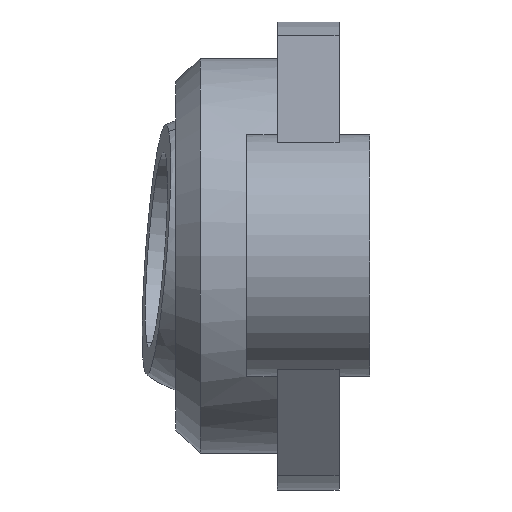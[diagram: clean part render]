
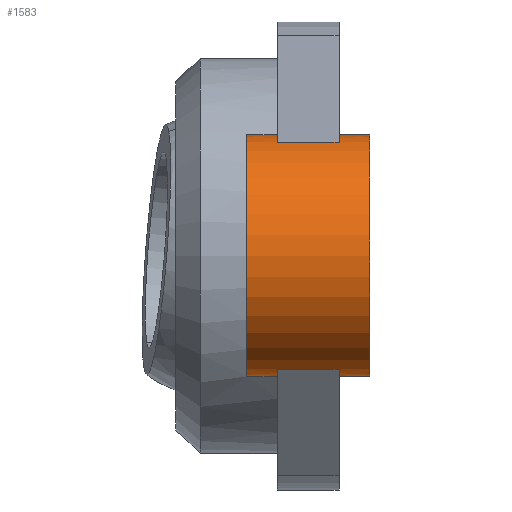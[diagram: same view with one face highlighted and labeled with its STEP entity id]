
A CAD part, left-side view. The second image highlights one B-rep face of the part: STEP entity #1583.
In plain terms, the highlighted cylindrical face has radius 9.799 mm (diameter 19.599 mm), a partial arc.
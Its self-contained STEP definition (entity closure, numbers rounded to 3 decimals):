
#14 = EDGE_CURVE ( 'NONE', #994, #2053, #338, .T. ) ;
#22 = AXIS2_PLACEMENT_3D ( 'NONE', #984, #991, #1317 ) ;
#35 = AXIS2_PLACEMENT_3D ( 'NONE', #1422, #1593, #1232 ) ;
#37 = AXIS2_PLACEMENT_3D ( 'NONE', #1509, #1189, #1500 ) ;
#45 = ORIENTED_EDGE ( 'NONE', *, *, #1873, .T. ) ;
#51 = CARTESIAN_POINT ( 'NONE',  ( -29.906, -2.501, -9.19 ) ) ;
#110 = VECTOR ( 'NONE', #1853, 1000. ) ;
#143 = DIRECTION ( 'NONE',  ( 0., 1., 0. ) ) ;
#146 = VECTOR ( 'NONE', #181, 1000. ) ;
#147 = LINE ( 'NONE', #1612, #146 ) ;
#154 = CARTESIAN_POINT ( 'NONE',  ( -29.906, 2.501, 9.19 ) ) ;
#181 = DIRECTION ( 'NONE',  ( 0., -1., 0. ) ) ;
#230 = EDGE_CURVE ( 'NONE', #871, #905, #1203, .T. ) ;
#251 = ORIENTED_EDGE ( 'NONE', *, *, #509, .F. ) ;
#275 = AXIS2_PLACEMENT_3D ( 'NONE', #1577, #143, #1256 ) ;
#285 = VERTEX_POINT ( 'NONE', #1352 ) ;
#309 = CARTESIAN_POINT ( 'NONE',  ( -26.505, -5., -9.799 ) ) ;
#338 = LINE ( 'NONE', #154, #1452 ) ;
#387 = EDGE_CURVE ( 'NONE', #1809, #1137, #1546, .T. ) ;
#398 = EDGE_CURVE ( 'NONE', #1903, #871, #863, .T. ) ;
#414 = ORIENTED_EDGE ( 'NONE', *, *, #637, .T. ) ;
#439 = ORIENTED_EDGE ( 'NONE', *, *, #398, .F. ) ;
#440 = LINE ( 'NONE', #1710, #1644 ) ;
#505 = CIRCLE ( 'NONE', #2037, 9.799 ) ;
#509 = EDGE_CURVE ( 'NONE', #1021, #2078, #1355, .T. ) ;
#520 = ORIENTED_EDGE ( 'NONE', *, *, #230, .F. ) ;
#572 = CARTESIAN_POINT ( 'NONE',  ( -26.505, -5., 9.799 ) ) ;
#585 = AXIS2_PLACEMENT_3D ( 'NONE', #1816, #1975, #677 ) ;
#612 = DIRECTION ( 'NONE',  ( 0., -1., 0. ) ) ;
#631 = CIRCLE ( 'NONE', #37, 9.799 ) ;
#637 = EDGE_CURVE ( 'NONE', #994, #905, #505, .T. ) ;
#674 = EDGE_CURVE ( 'NONE', #687, #1137, #1066, .T. ) ;
#677 = DIRECTION ( 'NONE',  ( 0., 0., -1. ) ) ;
#681 = DIRECTION ( 'NONE',  ( 0., -1., 0. ) ) ;
#687 = VERTEX_POINT ( 'NONE', #309 ) ;
#724 = DIRECTION ( 'NONE',  ( 0., 0., 1. ) ) ;
#765 = CARTESIAN_POINT ( 'NONE',  ( -26.505, -2.501, 9.799 ) ) ;
#774 = ORIENTED_EDGE ( 'NONE', *, *, #878, .T. ) ;
#783 = CYLINDRICAL_SURFACE ( 'NONE', #585, 9.799 ) ;
#856 = EDGE_LOOP ( 'NONE', ( #2014, #45, #251, #774, #1930, #1392, #1915, #1625, #414, #520, #439, #1057 ) ) ;
#863 = CIRCLE ( 'NONE', #22, 9.799 ) ;
#871 = VERTEX_POINT ( 'NONE', #1786 ) ;
#878 = EDGE_CURVE ( 'NONE', #1021, #687, #147, .T. ) ;
#899 = FACE_OUTER_BOUND ( 'NONE', #856, .T. ) ;
#905 = VERTEX_POINT ( 'NONE', #1279 ) ;
#932 = CARTESIAN_POINT ( 'NONE',  ( -29.906, 2.501, -9.19 ) ) ;
#984 = CARTESIAN_POINT ( 'NONE',  ( -26.505, 5., 0. ) ) ;
#991 = DIRECTION ( 'NONE',  ( 0., 1., 0. ) ) ;
#993 = CARTESIAN_POINT ( 'NONE',  ( -29.906, 2.501, 9.19 ) ) ;
#994 = VERTEX_POINT ( 'NONE', #993 ) ;
#1013 = CARTESIAN_POINT ( 'NONE',  ( -26.505, 5., 9.799 ) ) ;
#1021 = VERTEX_POINT ( 'NONE', #1815 ) ;
#1055 = VECTOR ( 'NONE', #681, 1000. ) ;
#1057 = ORIENTED_EDGE ( 'NONE', *, *, #1726, .T. ) ;
#1066 = CIRCLE ( 'NONE', #275, 9.799 ) ;
#1137 = VERTEX_POINT ( 'NONE', #572 ) ;
#1154 = EDGE_CURVE ( 'NONE', #285, #1684, #631, .T. ) ;
#1189 = DIRECTION ( 'NONE',  ( 0., 1., 0. ) ) ;
#1203 = LINE ( 'NONE', #1013, #110 ) ;
#1232 = DIRECTION ( 'NONE',  ( 0., 0., 1. ) ) ;
#1243 = VECTOR ( 'NONE', #612, 1000. ) ;
#1248 = AXIS2_PLACEMENT_3D ( 'NONE', #1513, #1689, #724 ) ;
#1256 = DIRECTION ( 'NONE',  ( 0., 0., 1. ) ) ;
#1258 = DIRECTION ( 'NONE',  ( 0., -1., 0. ) ) ;
#1279 = CARTESIAN_POINT ( 'NONE',  ( -26.505, 2.501, 9.799 ) ) ;
#1317 = DIRECTION ( 'NONE',  ( 0., 0., 1. ) ) ;
#1352 = CARTESIAN_POINT ( 'NONE',  ( -26.505, 2.501, -9.799 ) ) ;
#1355 = CIRCLE ( 'NONE', #1248, 9.799 ) ;
#1392 = ORIENTED_EDGE ( 'NONE', *, *, #387, .F. ) ;
#1407 = DIRECTION ( 'NONE',  ( 0., 0., 1. ) ) ;
#1422 = CARTESIAN_POINT ( 'NONE',  ( -26.505, -2.501, 0. ) ) ;
#1452 = VECTOR ( 'NONE', #1258, 1000. ) ;
#1500 = DIRECTION ( 'NONE',  ( 0., 0., 1. ) ) ;
#1509 = CARTESIAN_POINT ( 'NONE',  ( -26.505, 2.501, 0. ) ) ;
#1513 = CARTESIAN_POINT ( 'NONE',  ( -26.505, -2.501, 0. ) ) ;
#1546 = LINE ( 'NONE', #1632, #1055 ) ;
#1577 = CARTESIAN_POINT ( 'NONE',  ( -26.505, -5., 0. ) ) ;
#1583 = ADVANCED_FACE ( 'NONE', ( #899 ), #783, .T. ) ;
#1593 = DIRECTION ( 'NONE',  ( 0., 1., 0. ) ) ;
#1612 = CARTESIAN_POINT ( 'NONE',  ( -26.505, 5., -9.799 ) ) ;
#1625 = ORIENTED_EDGE ( 'NONE', *, *, #14, .F. ) ;
#1632 = CARTESIAN_POINT ( 'NONE',  ( -26.505, 5., 9.799 ) ) ;
#1641 = LINE ( 'NONE', #932, #1243 ) ;
#1644 = VECTOR ( 'NONE', #1727, 1000. ) ;
#1667 = CARTESIAN_POINT ( 'NONE',  ( -29.906, -2.501, 9.19 ) ) ;
#1684 = VERTEX_POINT ( 'NONE', #1703 ) ;
#1689 = DIRECTION ( 'NONE',  ( 0., 1., 0. ) ) ;
#1703 = CARTESIAN_POINT ( 'NONE',  ( -29.906, 2.501, -9.19 ) ) ;
#1710 = CARTESIAN_POINT ( 'NONE',  ( -26.505, 5., -9.799 ) ) ;
#1726 = EDGE_CURVE ( 'NONE', #1903, #285, #440, .T. ) ;
#1727 = DIRECTION ( 'NONE',  ( 0., -1., 0. ) ) ;
#1739 = CARTESIAN_POINT ( 'NONE',  ( -26.505, 5., -9.799 ) ) ;
#1742 = CIRCLE ( 'NONE', #35, 9.799 ) ;
#1753 = DIRECTION ( 'NONE',  ( 0., 1., 0. ) ) ;
#1786 = CARTESIAN_POINT ( 'NONE',  ( -26.505, 5., 9.799 ) ) ;
#1809 = VERTEX_POINT ( 'NONE', #765 ) ;
#1815 = CARTESIAN_POINT ( 'NONE',  ( -26.505, -2.501, -9.799 ) ) ;
#1816 = CARTESIAN_POINT ( 'NONE',  ( -26.505, 5., 0. ) ) ;
#1853 = DIRECTION ( 'NONE',  ( 0., -1., 0. ) ) ;
#1873 = EDGE_CURVE ( 'NONE', #1684, #2078, #1641, .T. ) ;
#1903 = VERTEX_POINT ( 'NONE', #1739 ) ;
#1915 = ORIENTED_EDGE ( 'NONE', *, *, #1962, .F. ) ;
#1930 = ORIENTED_EDGE ( 'NONE', *, *, #674, .T. ) ;
#1962 = EDGE_CURVE ( 'NONE', #2053, #1809, #1742, .T. ) ;
#1975 = DIRECTION ( 'NONE',  ( 0., -1., 0. ) ) ;
#2014 = ORIENTED_EDGE ( 'NONE', *, *, #1154, .T. ) ;
#2037 = AXIS2_PLACEMENT_3D ( 'NONE', #2059, #1753, #1407 ) ;
#2053 = VERTEX_POINT ( 'NONE', #1667 ) ;
#2059 = CARTESIAN_POINT ( 'NONE',  ( -26.505, 2.501, 0. ) ) ;
#2078 = VERTEX_POINT ( 'NONE', #51 ) ;
